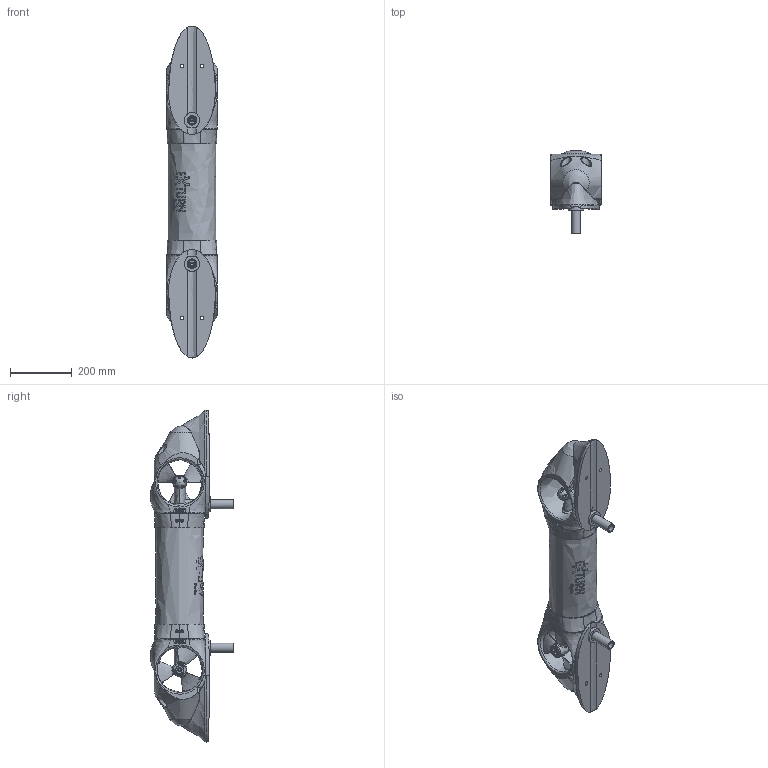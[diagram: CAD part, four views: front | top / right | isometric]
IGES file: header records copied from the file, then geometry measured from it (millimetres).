
Global section: file name: EX dual; native system: Autodesk Inventor 2016; preprocessor: unknown; author: Elvira H.; date: 20160331.143316; units: millimetre
Bounding box: 165.03 x 269.79 x 1078.9 mm (x, y, z)
Volume: 15612353 mm3; surface area: 1324737.4 mm2
Topology: 29 solids, 29 shells, 2568 faces, 7088 edges, 4764 vertices
Faces by surface type: bspline 2568
